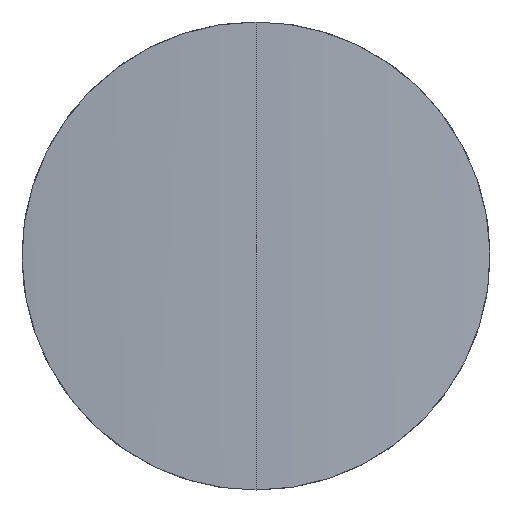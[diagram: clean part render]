
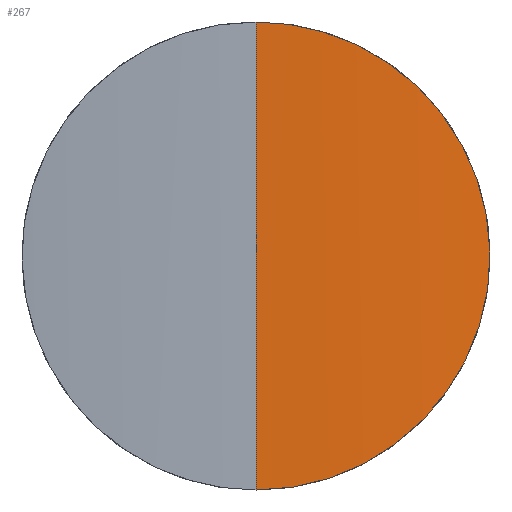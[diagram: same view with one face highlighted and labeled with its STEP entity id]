
A CAD part, left-side view. The second image highlights one B-rep face of the part: STEP entity #267.
In plain terms, the highlighted cylindrical face has radius 111.601 mm (diameter 223.202 mm), a partial arc.
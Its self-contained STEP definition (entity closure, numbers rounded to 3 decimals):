
#5 = VECTOR ( 'NONE', #110, 1000. ) ;
#14 = CARTESIAN_POINT ( 'NONE',  ( 0.118, -5.187, 1.185 ) ) ;
#18 = CARTESIAN_POINT ( 'NONE',  ( 0.347, -8.81, 3.963 ) ) ;
#23 = EDGE_LOOP ( 'NONE', ( #312, #305 ) ) ;
#24 = CARTESIAN_POINT ( 'NONE',  ( 0., 0., 23.4 ) ) ;
#25 = CARTESIAN_POINT ( 'NONE',  ( 0.407, -9.52, 18.512 ) ) ;
#40 = CARTESIAN_POINT ( 'NONE',  ( 0.227, -7.122, 2.409 ) ) ;
#45 = CARTESIAN_POINT ( 'NONE',  ( 0.443, -9.935, 5.509 ) ) ;
#49 = CARTESIAN_POINT ( 'NONE',  ( 0.008, -1.538, 23.324 ) ) ;
#56 = CARTESIAN_POINT ( 'NONE',  ( 0.227, -7.149, 20.994 ) ) ;
#68 = CARTESIAN_POINT ( 'NONE',  ( 0.584, -11.401, 14.355 ) ) ;
#70 = CARTESIAN_POINT ( 'NONE',  ( 0., 0., 0. ) ) ;
#76 = CARTESIAN_POINT ( 'NONE',  ( 0.615, -11.7, 10.927 ) ) ;
#78 = DIRECTION ( 'NONE',  ( -1., 0., 0. ) ) ;
#81 = CARTESIAN_POINT ( 'NONE',  ( 0.327, -8.545, 19.701 ) ) ;
#84 = CYLINDRICAL_SURFACE ( 'NONE', #307, 111.601 ) ;
#99 = CARTESIAN_POINT ( 'NONE',  ( 0.076, -4.125, 0.745 ) ) ;
#100 = CARTESIAN_POINT ( 'NONE',  ( 0.494, -10.495, 6.515 ) ) ;
#101 = CARTESIAN_POINT ( 'NONE',  ( 0.615, -11.7, 12.473 ) ) ;
#110 = DIRECTION ( 'NONE',  ( 0., 0., -1. ) ) ;
#127 = CARTESIAN_POINT ( 'NONE',  ( 0.152, -5.859, 1.544 ) ) ;
#128 = CARTESIAN_POINT ( 'NONE',  ( 0.04, -3.025, 0.391 ) ) ;
#131 = CARTESIAN_POINT ( 'NONE',  ( 0.031, -2.655, 0.299 ) ) ;
#135 = FACE_OUTER_BOUND ( 'NONE', #23, .T. ) ;
#137 = CARTESIAN_POINT ( 'NONE',  ( 0.267, -7.737, 20.51 ) ) ;
#138 = CARTESIAN_POINT ( 'NONE',  ( 0.041, -3.046, 23.003 ) ) ;
#154 = CARTESIAN_POINT ( 'NONE',  ( 0.267, -7.717, 2.898 ) ) ;
#156 = CARTESIAN_POINT ( 'NONE',  ( 0.287, -8.001, 3.155 ) ) ;
#158 = CARTESIAN_POINT ( 'NONE',  ( 0.574, -11.303, 8.654 ) ) ;
#159 = CARTESIAN_POINT ( 'NONE',  ( 0., -0.773, 0. ) ) ;
#162 = CARTESIAN_POINT ( 'NONE',  ( 0.12, -5.185, 22.195 ) ) ;
#163 = CARTESIAN_POINT ( 'NONE',  ( 111.601, 0., 23.4 ) ) ;
#164 = CARTESIAN_POINT ( 'NONE',  ( 0.574, -11.309, 14.725 ) ) ;
#182 = CARTESIAN_POINT ( 'NONE',  ( 0.008, -1.533, 0.076 ) ) ;
#185 = CARTESIAN_POINT ( 'NONE',  ( 0.387, -9.294, 4.551 ) ) ;
#188 = CARTESIAN_POINT ( 'NONE',  ( 0.496, -10.515, 16.887 ) ) ;
#189 = CARTESIAN_POINT ( 'NONE',  ( 0.089, -4.496, 22.522 ) ) ;
#192 = CARTESIAN_POINT ( 'NONE',  ( 0., -0.773, 23.4 ) ) ;
#194 = CARTESIAN_POINT ( 'NONE',  ( 0.539, -10.955, 15.825 ) ) ;
#195 = VERTEX_POINT ( 'NONE', #70 ) ;
#197 = EDGE_CURVE ( 'NONE', #195, #278, #233, .T. ) ;
#211 = CARTESIAN_POINT ( 'NONE',  ( 0.607, -11.624, 13.233 ) ) ;
#222 = EDGE_CURVE ( 'NONE', #278, #195, #358, .T. ) ;
#233 = B_SPLINE_CURVE_WITH_KNOTS ( 'NONE', 3,
 ( #295, #159, #182, #131, #128, #298, #99, #14, #127, #237, #40, #154, #156, #18, #185, #45, #353, #100, #357, #354, #158, #240, #356, #76, #101, #211, #68, #164, #334, #194, #188, #243, #25, #311, #275, #81, #137, #56, #277, #331, #162, #189, #276, #138, #304, #49, #192, #336 ),
 .UNSPECIFIED., .F., .F.,
 ( 4, 2, 2, 2, 2, 2, 2, 2, 2, 1, 2, 2, 2, 2, 2, 2, 2, 2, 2, 2, 2, 1, 2, 2, 4 ),
 ( 0., 0.002, 0.003, 0.005, 0.007, 0.008, 0.009, 0.011, 0.013, 0.014, 0.015, 0.016, 0.018, 0.021, 0.022, 0.023, 0.025, 0.026, 0.027, 0.03, 0.031, 0.032, 0.033, 0.034, 0.037 ),
 .UNSPECIFIED. ) ;
#237 = CARTESIAN_POINT ( 'NONE',  ( 0.208, -6.812, 2.18 ) ) ;
#240 = CARTESIAN_POINT ( 'NONE',  ( 0.583, -11.397, 9.029 ) ) ;
#243 = CARTESIAN_POINT ( 'NONE',  ( 0.462, -10.156, 17.559 ) ) ;
#267 = ADVANCED_FACE ( 'NONE', ( #135 ), #84, .T. ) ;
#275 = CARTESIAN_POINT ( 'NONE',  ( 0.347, -8.802, 19.417 ) ) ;
#276 = CARTESIAN_POINT ( 'NONE',  ( 0.063, -3.778, 22.78 ) ) ;
#277 = CARTESIAN_POINT ( 'NONE',  ( 0.171, -6.191, 21.635 ) ) ;
#278 = VERTEX_POINT ( 'NONE', #24 ) ;
#295 = CARTESIAN_POINT ( 'NONE',  ( 0., 0., 0. ) ) ;
#298 = CARTESIAN_POINT ( 'NONE',  ( 0.063, -3.76, 0.614 ) ) ;
#304 = CARTESIAN_POINT ( 'NONE',  ( 0.031, -2.671, 23.097 ) ) ;
#305 = ORIENTED_EDGE ( 'NONE', *, *, #222, .T. ) ;
#307 = AXIS2_PLACEMENT_3D ( 'NONE', #163, #310, #78 ) ;
#310 = DIRECTION ( 'NONE',  ( 0., 0., -1. ) ) ;
#311 = CARTESIAN_POINT ( 'NONE',  ( 0.387, -9.291, 18.822 ) ) ;
#312 = ORIENTED_EDGE ( 'NONE', *, *, #197, .T. ) ;
#331 = CARTESIAN_POINT ( 'NONE',  ( 0.153, -5.859, 21.834 ) ) ;
#334 = CARTESIAN_POINT ( 'NONE',  ( 0.552, -11.086, 15.46 ) ) ;
#336 = CARTESIAN_POINT ( 'NONE',  ( 0., 0., 23.4 ) ) ;
#353 = CARTESIAN_POINT ( 'NONE',  ( 0.461, -10.134, 5.841 ) ) ;
#354 = CARTESIAN_POINT ( 'NONE',  ( 0.551, -11.08, 7.922 ) ) ;
#356 = CARTESIAN_POINT ( 'NONE',  ( 0.607, -11.624, 10.163 ) ) ;
#357 = CARTESIAN_POINT ( 'NONE',  ( 0.526, -10.822, 7.204 ) ) ;
#358 = LINE ( 'NONE', #365, #5 ) ;
#365 = CARTESIAN_POINT ( 'NONE',  ( 0., 0., 23.4 ) ) ;
